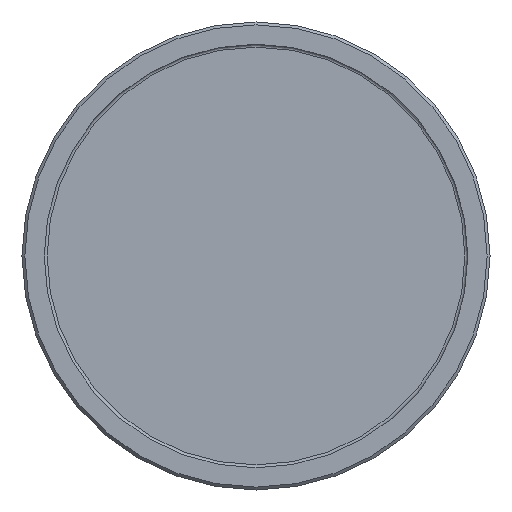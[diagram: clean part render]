
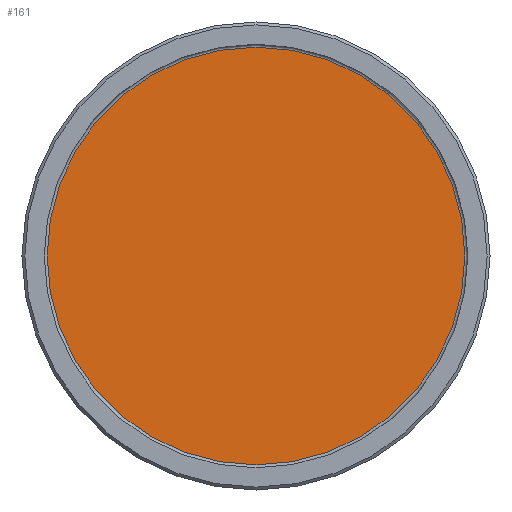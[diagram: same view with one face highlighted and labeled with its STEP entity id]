
A CAD part, front view. The second image highlights one B-rep face of the part: STEP entity #161.
In plain terms, the highlighted planar face has unit normal (0, -1, 0).
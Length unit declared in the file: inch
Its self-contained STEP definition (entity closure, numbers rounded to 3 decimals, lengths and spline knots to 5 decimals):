
#161=ADVANCED_FACE('',(#194),#185,.T.);
#185=PLANE('',#458);
#194=FACE_OUTER_BOUND('',#216,.T.);
#216=EDGE_LOOP('',(#288));
#288=ORIENTED_EDGE('',*,*,#388,.T.);
#357=VERTEX_POINT('',#651);
#388=EDGE_CURVE('',#357,#357,#422,.T.);
#422=CIRCLE('',#457,1.08025);
#457=AXIS2_PLACEMENT_3D('',#650,#538,#539);
#458=AXIS2_PLACEMENT_3D('',#652,#540,#541);
#538=DIRECTION('',(0.,-1.,0.));
#539=DIRECTION('',(0.,0.,1.));
#540=DIRECTION('',(0.,-1.,0.));
#541=DIRECTION('',(0.,0.,1.));
#650=CARTESIAN_POINT('',(0.,0.21,0.));
#651=CARTESIAN_POINT('',(0.,0.21,1.08025));
#652=CARTESIAN_POINT('',(0.,0.21,-1.09525));
